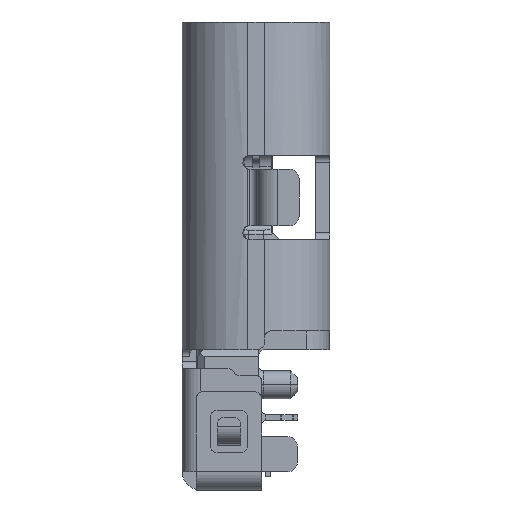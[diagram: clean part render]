
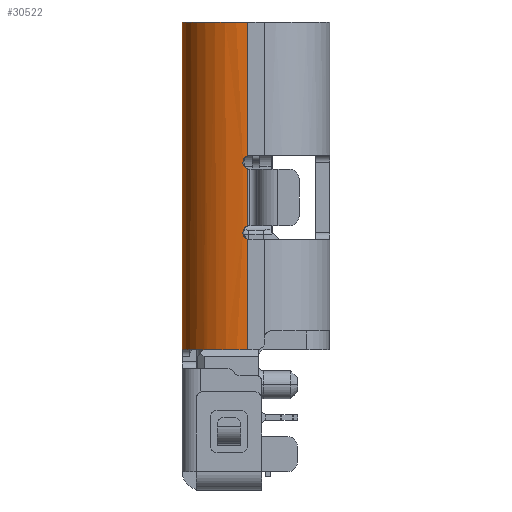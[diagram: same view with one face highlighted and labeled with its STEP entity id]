
A CAD part, left-side view. The second image highlights one B-rep face of the part: STEP entity #30522.
In plain terms, the highlighted cylindrical face has radius 1.4 mm (diameter 2.8 mm), a partial arc.
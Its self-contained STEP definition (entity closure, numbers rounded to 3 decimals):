
#8255=CARTESIAN_POINT('',(-3.07,0.18,-0.85));
#8256=DIRECTION('',(0.,0.,1.));
#8257=DIRECTION('',(-0.789,0.614,0.));
#8258=AXIS2_PLACEMENT_3D('',#8255,#8256,#8257);
#8273=CARTESIAN_POINT('',(-3.07,0.18,-0.85));
#8274=DIRECTION('',(0.,0.,1.));
#8275=DIRECTION('',(0.,1.,0.));
#8276=AXIS2_PLACEMENT_3D('',#8273,#8274,#8275);
#8291=CARTESIAN_POINT('',(-3.07,0.18,-0.85));
#8292=DIRECTION('',(0.,0.,1.));
#8293=DIRECTION('',(-0.747,0.664,0.));
#8294=AXIS2_PLACEMENT_3D('',#8291,#8292,#8293);
#8296=DIRECTION('',(0.,0.,1.));
#8297=VECTOR('',#8296,7.);
#8298=CARTESIAN_POINT('',(-3.07,1.58,-0.85));
#8299=LINE('',#8298,#8297);
#8300=DIRECTION('',(0.,0.,-1.));
#8301=VECTOR('',#8300,2.859);
#8302=CARTESIAN_POINT('',(-4.47,0.18,6.15));
#8303=LINE('',#8302,#8301);
#8304=CARTESIAN_POINT('',(-4.47,0.18,3.291));
#8305=CARTESIAN_POINT('',(-4.47,0.195,3.286));
#8306=CARTESIAN_POINT('',(-4.47,0.222,
3.272));
#8307=CARTESIAN_POINT('',(-4.468,0.255,
3.237));
#8308=CARTESIAN_POINT('',(-4.467,0.275,
3.196));
#8309=CARTESIAN_POINT('',(-4.466,0.283,
3.15));
#8310=CARTESIAN_POINT('',(-4.467,0.275,
3.104));
#8311=CARTESIAN_POINT('',(-4.468,0.255,
3.062));
#8312=CARTESIAN_POINT('',(-4.47,0.222,
3.028));
#8313=CARTESIAN_POINT('',(-4.47,0.195,3.014));
#8314=CARTESIAN_POINT('',(-4.47,0.18,3.009));
#8316=DIRECTION('',(0.,0.,-1.));
#8317=VECTOR('',#8316,1.217);
#8318=CARTESIAN_POINT('',(-4.47,0.18,3.009));
#8319=LINE('',#8318,#8317);
#8320=CARTESIAN_POINT('',(-4.47,0.18,1.791));
#8321=CARTESIAN_POINT('',(-4.47,0.195,1.786));
#8322=CARTESIAN_POINT('',(-4.47,0.222,
1.772));
#8323=CARTESIAN_POINT('',(-4.468,0.255,
1.737));
#8324=CARTESIAN_POINT('',(-4.467,0.275,
1.696));
#8325=CARTESIAN_POINT('',(-4.466,0.283,
1.65));
#8326=CARTESIAN_POINT('',(-4.467,0.275,
1.604));
#8327=CARTESIAN_POINT('',(-4.468,0.255,
1.562));
#8328=CARTESIAN_POINT('',(-4.47,0.222,
1.528));
#8329=CARTESIAN_POINT('',(-4.47,0.195,1.514));
#8330=CARTESIAN_POINT('',(-4.47,0.18,1.509));
#8332=DIRECTION('',(0.,0.,-1.));
#8333=VECTOR('',#8332,2.359);
#8334=CARTESIAN_POINT('',(-4.47,0.18,1.509));
#8335=LINE('',#8334,#8333);
#8979=CARTESIAN_POINT('',(-3.07,0.18,6.15));
#8980=DIRECTION('',(0.,0.,-1.));
#8981=DIRECTION('',(-1.,0.,0.));
#8982=AXIS2_PLACEMENT_3D('',#8979,#8980,#8981);
#14014=CARTESIAN_POINT('',(-4.47,0.18,1.509));
#14015=CARTESIAN_POINT('',(-4.47,0.18,-0.85));
#14016=VERTEX_POINT('',#14014);
#14017=VERTEX_POINT('',#14015);
#14018=CARTESIAN_POINT('',(-3.07,1.58,-0.85));
#14019=CARTESIAN_POINT('',(-3.07,1.58,6.15));
#14020=VERTEX_POINT('',#14018);
#14021=VERTEX_POINT('',#14019);
#14022=CARTESIAN_POINT('',(-4.47,0.18,6.15));
#14023=VERTEX_POINT('',#14022);
#14024=CARTESIAN_POINT('',(-4.47,0.18,3.291));
#14025=VERTEX_POINT('',#14024);
#14026=VERTEX_POINT('',#8314);
#14027=CARTESIAN_POINT('',(-4.47,0.18,1.791));
#14028=VERTEX_POINT('',#14027);
#17950=CARTESIAN_POINT('',(-4.116,1.11,-0.85));
#17951=CARTESIAN_POINT('',(-4.175,1.04,-0.85));
#17952=VERTEX_POINT('',#17950);
#17953=VERTEX_POINT('',#17951);
#30500=CARTESIAN_POINT('',(-3.07,0.18,-0.85));
#30501=DIRECTION('',(0.,0.,1.));
#30502=DIRECTION('',(1.,0.,0.));
#30503=AXIS2_PLACEMENT_3D('',#30500,#30501,#30502);
#30504=CYLINDRICAL_SURFACE('',#30503,1.4);
#30506=ORIENTED_EDGE('',*,*,#30505,.F.);
#30507=ORIENTED_EDGE('',*,*,#30482,.F.);
#30508=ORIENTED_EDGE('',*,*,#29546,.T.);
#30510=ORIENTED_EDGE('',*,*,#30509,.F.);
#30511=ORIENTED_EDGE('',*,*,#27494,.T.);
#30513=ORIENTED_EDGE('',*,*,#30512,.T.);
#30515=ORIENTED_EDGE('',*,*,#30514,.T.);
#30517=ORIENTED_EDGE('',*,*,#30516,.T.);
#30518=ORIENTED_EDGE('',*,*,#27768,.T.);
#30519=ORIENTED_EDGE('',*,*,#30457,.F.);
#30520=EDGE_LOOP('',(#30506,#30507,#30508,#30510,#30511,#30513,#30515,#30517,
#30518,#30519));
#30521=FACE_OUTER_BOUND('',#30520,.F.);
#8259=CIRCLE('',#8258,1.4);
#8277=CIRCLE('',#8276,1.4);
#8295=CIRCLE('',#8294,1.4);
#8315=B_SPLINE_CURVE_WITH_KNOTS('',3,(#8304,#8305,#8306,#8307,#8308,#8309,#8310,
#8311,#8312,#8313,#8314),.UNSPECIFIED.,.F.,.F.,(4,1,1,1,1,1,1,1,4),(0.,
0.125,0.25,0.375,0.5,0.625,0.75,0.875,1.),.UNSPECIFIED.);
#8331=B_SPLINE_CURVE_WITH_KNOTS('',3,(#8320,#8321,#8322,#8323,#8324,#8325,#8326,
#8327,#8328,#8329,#8330),.UNSPECIFIED.,.F.,.F.,(4,1,1,1,1,1,1,1,4),(0.,
0.125,0.25,0.375,0.5,0.625,0.75,0.875,1.),.UNSPECIFIED.);
#8983=CIRCLE('',#8982,1.4);
#27494=EDGE_CURVE('',#14023,#14025,#8303,.T.);
#27768=EDGE_CURVE('',#14016,#14017,#8335,.T.);
#29546=EDGE_CURVE('',#14020,#14021,#8299,.T.);
#30457=EDGE_CURVE('',#17953,#14017,#8259,.T.);
#30482=EDGE_CURVE('',#14020,#17952,#8277,.T.);
#30505=EDGE_CURVE('',#17952,#17953,#8295,.T.);
#30509=EDGE_CURVE('',#14023,#14021,#8983,.T.);
#30512=EDGE_CURVE('',#14025,#14026,#8315,.T.);
#30514=EDGE_CURVE('',#14026,#14028,#8319,.T.);
#30516=EDGE_CURVE('',#14028,#14016,#8331,.T.);
#30522=ADVANCED_FACE('',(#30521),#30504,.T.);
